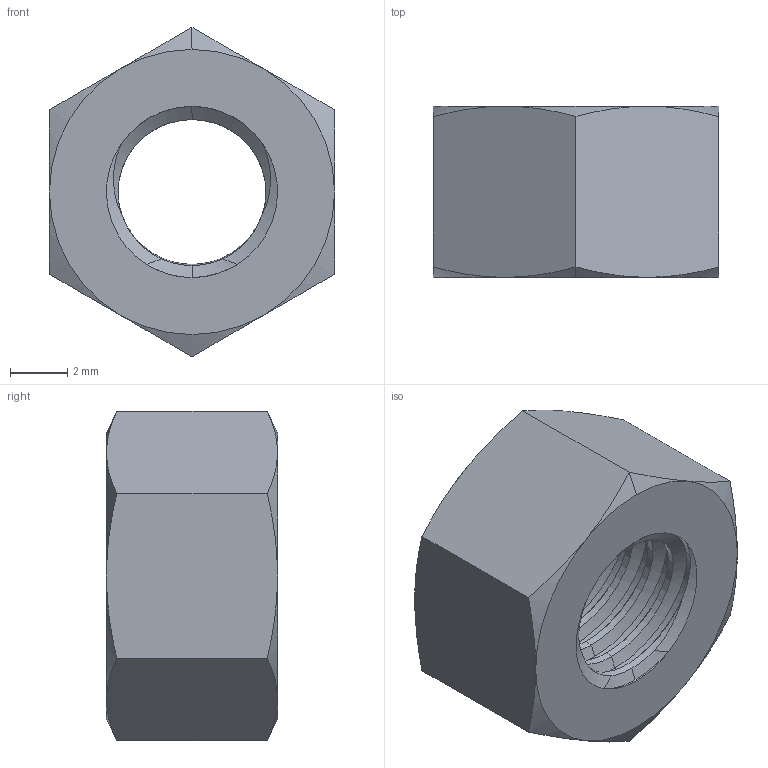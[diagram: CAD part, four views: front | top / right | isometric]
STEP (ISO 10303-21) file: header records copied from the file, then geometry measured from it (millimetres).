
FILE_DESCRIPTION (( 'STEP AP203' ), '1' );
FILE_NAME ('90725A043.step', '2006-04-28T12:40:07', ( ' ' ), ( ' ' ), 'SwSTEP 2.0', 'SolidWorks 2005235', '' );
FILE_SCHEMA (( 'CONFIG_CONTROL_DESIGN' ));
Length unit declared in the file: millimetre
Products named in the file (1): 90725A043
Bounding box: 10 x 6 x 11.55 mm (x, y, z)
Volume: 370.6 mm3; surface area: 476.7 mm2
Topology: 1 solids, 1 shells, 80 faces, 171 edges, 93 vertices
Faces by surface type: cone 44, cylinder 28, plane 8
Entity records: 2964 total; most frequent: CARTESIAN_POINT 1277, ORIENTED_EDGE 342, DIRECTION 319, EDGE_CURVE 171, AXIS2_PLACEMENT_3D 133, VERTEX_POINT 93, EDGE_LOOP 82, ADVANCED_FACE 80
